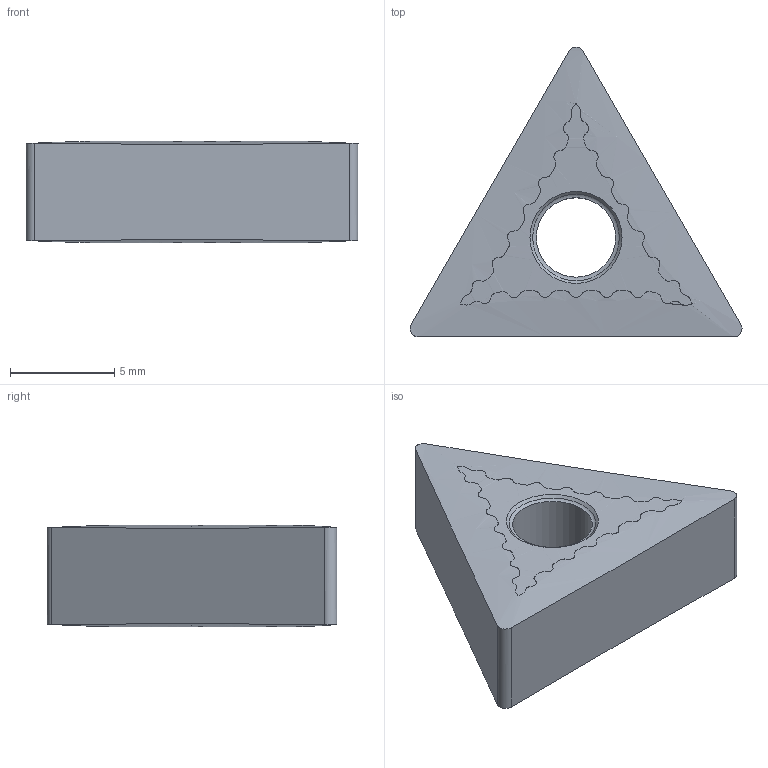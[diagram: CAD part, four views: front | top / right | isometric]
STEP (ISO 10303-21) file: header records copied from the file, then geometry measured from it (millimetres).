
FILE_DESCRIPTION(/* description */ (''),/* implementation_level */ '2;1');
FILE_NAME(/* name */ 'TNMG160404E-SM_115007455ndi000_00_SIM.stp',/* time_stamp */ '2022-01-17T09:02:46+01:00',/* author */ (''),/* organization */ (''),/* preprocessor_version */ 'ST-DEVELOPER v16.7',/* originating_system */ 'SIEMENS PLM Software NX 12.0',/* authorisation */ '');
FILE_SCHEMA (('AUTOMOTIVE_DESIGN { 1 0 10303 214 3 1 1 1 }'));
Length unit declared in the file: millimetre
Products named in the file (1): hm1520B8D497u944
Bounding box: 15.91 x 13.89 x 4.87 mm (x, y, z)
Volume: 504 mm3; surface area: 486.8 mm2
Topology: 1 solids, 1 shells, 15 faces, 419 edges, 408 vertices
Faces by surface type: plane 5, cylinder 4, cone 2, torus 2, bspline 2
Full cylindrical faces by diameter (mm): 3.81 x1
Entity records: 4888 total; most frequent: CARTESIAN_POINT 2648, ORIENTED_EDGE 824, EDGE_CURVE 412, VERTEX_POINT 406, B_SPLINE_CURVE_WITH_KNOTS 400, DIRECTION 46, EDGE_LOOP 24, AXIS2_PLACEMENT_3D 20
